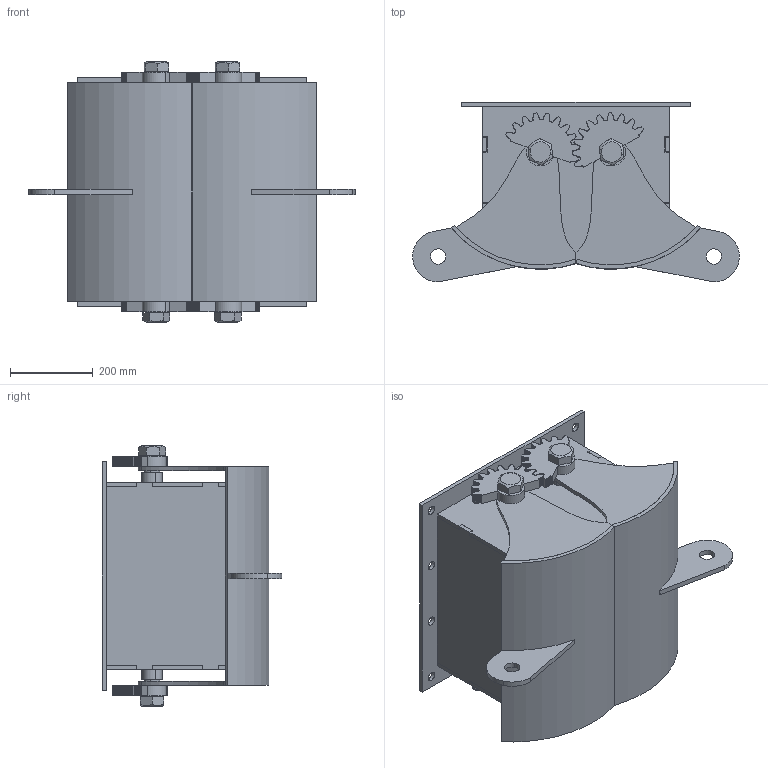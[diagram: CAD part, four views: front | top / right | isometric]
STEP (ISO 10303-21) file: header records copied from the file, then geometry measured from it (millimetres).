
FILE_DESCRIPTION(('FreeCAD Model'),'2;1');
FILE_NAME('Open CASCADE Shape Model','2025-05-09T18:23:03',('FreeCAD'),( 'FreeCAD'),'Open CASCADE STEP processor 7.6','FreeCAD','Unknown');
FILE_SCHEMA(('AUTOMOTIVE_DESIGN { 1 0 10303 214 1 1 1 1 }'));
Products named in the file (1): Open CASCADE STEP translator 7.6 1
Bounding box: 788.67 x 433.81 x 629.14 mm (x, y, z)
Volume: 14873384.1 mm3; surface area: 3131467 mm2
Topology: 25 solids, 25 shells, 2514 faces, 7276 edges, 4824 vertices
Faces by surface type: bspline 2514
Entity records: 75612 total; most frequent: CARTESIAN_POINT 32105, ORIENTED_EDGE 14552, EDGE_CURVE 7276, B_SPLINE_CURVE_WITH_KNOTS 6840, VERTEX_POINT 4824, FACE_BOUND 2588, EDGE_LOOP 2588, ADVANCED_FACE 2514
